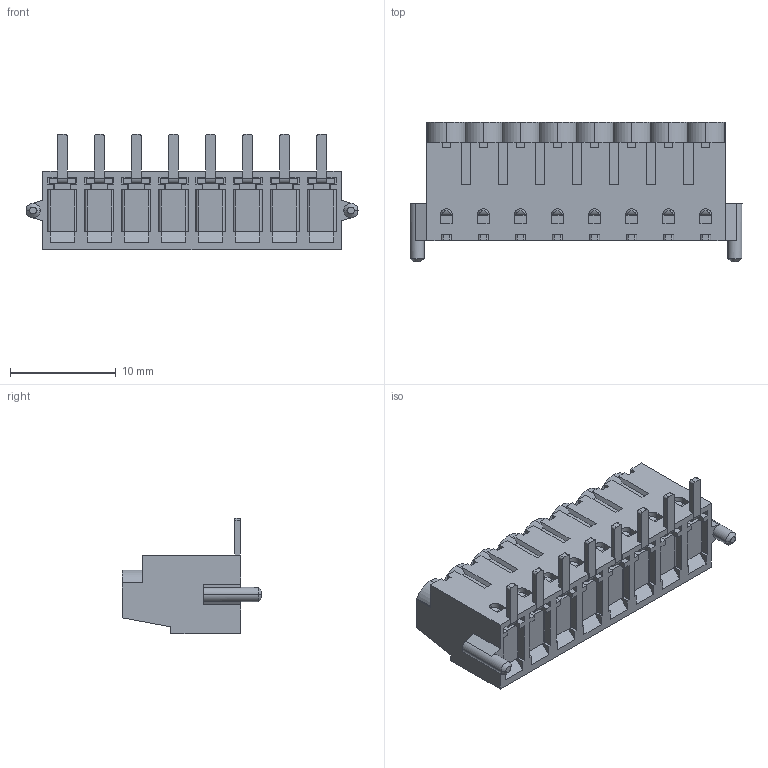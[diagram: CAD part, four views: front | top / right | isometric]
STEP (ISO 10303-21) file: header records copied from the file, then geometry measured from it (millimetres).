
FILE_DESCRIPTION (( 'STEP AP214' ), '1' );
FILE_NAME ('Wurth 691508110308.STEP', '2016-07-16T22:59:20', ( '' ), ( '' ), 'SwSTEP 2.0', 'SolidWorks 2015', '' );
FILE_SCHEMA (( 'AUTOMOTIVE_DESIGN' ));
Length unit declared in the file: millimetre
Products named in the file (6): Wurth 691508110308-rev1; 6915081100xx_CAGE_5; Wurth 691508110308; 691508110008; 6915081100xx_PIN_5; 6915081100xx_VIS_5
Assembly tree (26 placements, depth 3):
  Wurth 691508110308
    Wurth 691508110308-rev1
      691508110008
      6915081100xx_CAGE_5  x8
      6915081100xx_PIN_5  x8
      6915081100xx_VIS_5  x8
Bounding box: 31.35 x 13.2 x 10.9 mm (x, y, z)
Volume: 1406.9 mm3; surface area: 4478.1 mm2
Topology: 25 solids, 25 shells, 1039 faces, 2811 edges, 1830 vertices
Faces by surface type: plane 719, cylinder 268, bspline 32, cone 20
Entity records: 18475 total; most frequent: CARTESIAN_POINT 3399, ORIENTED_EDGE 3186, DIRECTION 2907, EDGE_CURVE 1593, VECTOR 1403, LINE 1403, VERTEX_POINT 1032, AXIS2_PLACEMENT_3D 752
